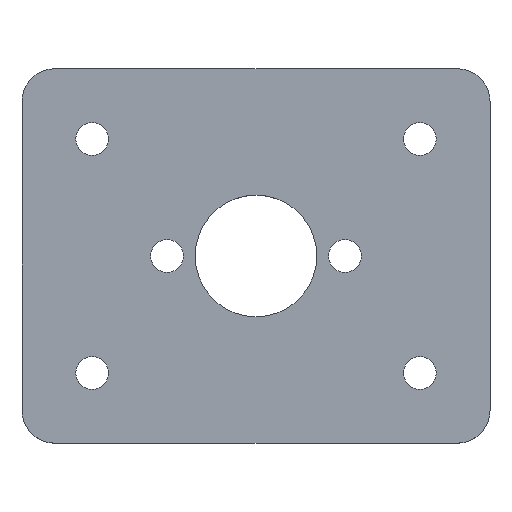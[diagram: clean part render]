
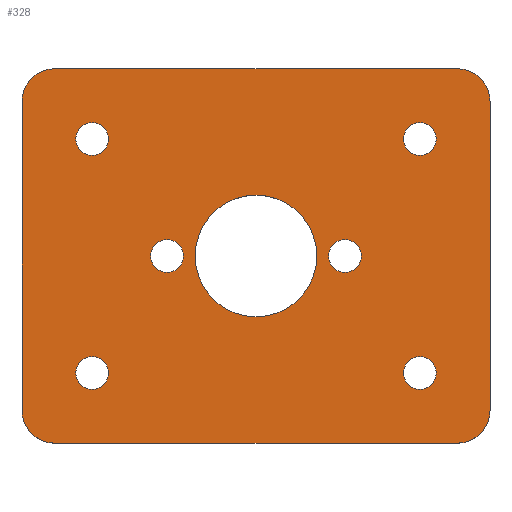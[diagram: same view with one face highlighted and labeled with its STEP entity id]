
A CAD part, top view. The second image highlights one B-rep face of the part: STEP entity #328.
In plain terms, the highlighted planar face has unit normal (0, 0, 1).
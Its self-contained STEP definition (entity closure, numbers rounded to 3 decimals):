
#15=FACE_BOUND('',#54,.T.);
#16=FACE_BOUND('',#55,.T.);
#17=FACE_BOUND('',#56,.T.);
#18=FACE_BOUND('',#57,.T.);
#19=FACE_BOUND('',#58,.T.);
#20=FACE_BOUND('',#59,.T.);
#21=FACE_BOUND('',#60,.T.);
#29=PLANE('',#361);
#36=FACE_OUTER_BOUND('',#53,.T.);
#53=EDGE_LOOP('',(#230,#231,#232,#233,#234,#235,#236,#237));
#54=EDGE_LOOP('',(#238));
#55=EDGE_LOOP('',(#239));
#56=EDGE_LOOP('',(#240));
#57=EDGE_LOOP('',(#241));
#58=EDGE_LOOP('',(#242));
#59=EDGE_LOOP('',(#243));
#60=EDGE_LOOP('',(#244));
#85=LINE('',#512,#108);
#86=LINE('',#516,#109);
#87=LINE('',#520,#110);
#88=LINE('',#523,#111);
#108=VECTOR('',#409,10.);
#109=VECTOR('',#412,10.);
#110=VECTOR('',#415,10.);
#111=VECTOR('',#418,10.);
#129=CIRCLE('',#359,3.5);
#131=CIRCLE('',#362,3.5);
#132=CIRCLE('',#363,3.5);
#133=CIRCLE('',#364,3.5);
#134=CIRCLE('',#365,1.75);
#135=CIRCLE('',#366,1.75);
#136=CIRCLE('',#367,6.5);
#137=CIRCLE('',#368,1.75);
#138=CIRCLE('',#369,1.75);
#139=CIRCLE('',#370,1.75);
#140=CIRCLE('',#371,1.75);
#151=VERTEX_POINT('',#502);
#152=VERTEX_POINT('',#503);
#155=VERTEX_POINT('',#511);
#156=VERTEX_POINT('',#513);
#157=VERTEX_POINT('',#515);
#158=VERTEX_POINT('',#517);
#159=VERTEX_POINT('',#519);
#160=VERTEX_POINT('',#521);
#161=VERTEX_POINT('',#524);
#162=VERTEX_POINT('',#526);
#163=VERTEX_POINT('',#528);
#164=VERTEX_POINT('',#530);
#165=VERTEX_POINT('',#532);
#166=VERTEX_POINT('',#534);
#167=VERTEX_POINT('',#536);
#181=EDGE_CURVE('',#151,#152,#129,.T.);
#185=EDGE_CURVE('',#151,#155,#85,.T.);
#186=EDGE_CURVE('',#156,#155,#131,.T.);
#187=EDGE_CURVE('',#156,#157,#86,.T.);
#188=EDGE_CURVE('',#158,#157,#132,.T.);
#189=EDGE_CURVE('',#158,#159,#87,.T.);
#190=EDGE_CURVE('',#160,#159,#133,.T.);
#191=EDGE_CURVE('',#160,#152,#88,.T.);
#192=EDGE_CURVE('',#161,#161,#134,.T.);
#193=EDGE_CURVE('',#162,#162,#135,.T.);
#194=EDGE_CURVE('',#163,#163,#136,.T.);
#195=EDGE_CURVE('',#164,#164,#137,.T.);
#196=EDGE_CURVE('',#165,#165,#138,.T.);
#197=EDGE_CURVE('',#166,#166,#139,.T.);
#198=EDGE_CURVE('',#167,#167,#140,.T.);
#230=ORIENTED_EDGE('',*,*,#181,.F.);
#231=ORIENTED_EDGE('',*,*,#185,.T.);
#232=ORIENTED_EDGE('',*,*,#186,.F.);
#233=ORIENTED_EDGE('',*,*,#187,.T.);
#234=ORIENTED_EDGE('',*,*,#188,.F.);
#235=ORIENTED_EDGE('',*,*,#189,.T.);
#236=ORIENTED_EDGE('',*,*,#190,.F.);
#237=ORIENTED_EDGE('',*,*,#191,.T.);
#238=ORIENTED_EDGE('',*,*,#192,.T.);
#239=ORIENTED_EDGE('',*,*,#193,.T.);
#240=ORIENTED_EDGE('',*,*,#194,.T.);
#241=ORIENTED_EDGE('',*,*,#195,.T.);
#242=ORIENTED_EDGE('',*,*,#196,.T.);
#243=ORIENTED_EDGE('',*,*,#197,.T.);
#244=ORIENTED_EDGE('',*,*,#198,.T.);
#328=ADVANCED_FACE('',(#36,#15,#16,#17,#18,#19,#20,#21),#29,.T.);
#359=AXIS2_PLACEMENT_3D('',#504,#401,#402);
#361=AXIS2_PLACEMENT_3D('',#510,#407,#408);
#362=AXIS2_PLACEMENT_3D('',#514,#410,#411);
#363=AXIS2_PLACEMENT_3D('',#518,#413,#414);
#364=AXIS2_PLACEMENT_3D('',#522,#416,#417);
#365=AXIS2_PLACEMENT_3D('',#525,#419,#420);
#366=AXIS2_PLACEMENT_3D('',#527,#421,#422);
#367=AXIS2_PLACEMENT_3D('',#529,#423,#424);
#368=AXIS2_PLACEMENT_3D('',#531,#425,#426);
#369=AXIS2_PLACEMENT_3D('',#533,#427,#428);
#370=AXIS2_PLACEMENT_3D('',#535,#429,#430);
#371=AXIS2_PLACEMENT_3D('',#537,#431,#432);
#401=DIRECTION('center_axis',(0.,0.,-1.));
#402=DIRECTION('ref_axis',(0.707,0.707,0.));
#407=DIRECTION('center_axis',(0.,0.,1.));
#408=DIRECTION('ref_axis',(1.,0.,0.));
#409=DIRECTION('',(-1.,0.,0.));
#410=DIRECTION('center_axis',(0.,0.,-1.));
#411=DIRECTION('ref_axis',(-0.707,0.707,0.));
#412=DIRECTION('',(0.,-1.,0.));
#413=DIRECTION('center_axis',(0.,0.,-1.));
#414=DIRECTION('ref_axis',(-0.707,-0.707,0.));
#415=DIRECTION('',(1.,0.,0.));
#416=DIRECTION('center_axis',(0.,0.,-1.));
#417=DIRECTION('ref_axis',(0.707,-0.707,0.));
#418=DIRECTION('',(0.,1.,0.));
#419=DIRECTION('center_axis',(0.,0.,-1.));
#420=DIRECTION('ref_axis',(1.,0.,0.));
#421=DIRECTION('center_axis',(0.,0.,-1.));
#422=DIRECTION('ref_axis',(1.,0.,0.));
#423=DIRECTION('center_axis',(0.,0.,-1.));
#424=DIRECTION('ref_axis',(1.,0.,0.));
#425=DIRECTION('center_axis',(0.,0.,-1.));
#426=DIRECTION('ref_axis',(1.,0.,0.));
#427=DIRECTION('center_axis',(0.,0.,-1.));
#428=DIRECTION('ref_axis',(1.,0.,0.));
#429=DIRECTION('center_axis',(0.,0.,-1.));
#430=DIRECTION('ref_axis',(1.,0.,0.));
#431=DIRECTION('center_axis',(0.,0.,-1.));
#432=DIRECTION('ref_axis',(1.,0.,0.));
#502=CARTESIAN_POINT('',(64.,62.5,3.));
#503=CARTESIAN_POINT('',(67.5,59.,3.));
#504=CARTESIAN_POINT('Origin',(64.,59.,3.));
#510=CARTESIAN_POINT('Origin',(42.5,42.5,3.));
#511=CARTESIAN_POINT('',(21.,62.5,3.));
#512=CARTESIAN_POINT('',(17.5,62.5,3.));
#513=CARTESIAN_POINT('',(17.5,59.,3.));
#514=CARTESIAN_POINT('Origin',(21.,59.,3.));
#515=CARTESIAN_POINT('',(17.5,26.,3.));
#516=CARTESIAN_POINT('',(17.5,22.5,3.));
#517=CARTESIAN_POINT('',(21.,22.5,3.));
#518=CARTESIAN_POINT('Origin',(21.,26.,3.));
#519=CARTESIAN_POINT('',(64.,22.5,3.));
#520=CARTESIAN_POINT('',(67.5,22.5,3.));
#521=CARTESIAN_POINT('',(67.5,26.,3.));
#522=CARTESIAN_POINT('Origin',(64.,26.,3.));
#523=CARTESIAN_POINT('',(67.5,62.5,3.));
#524=CARTESIAN_POINT('',(50.25,42.5,3.));
#525=CARTESIAN_POINT('Origin',(52.,42.5,3.));
#526=CARTESIAN_POINT('',(31.25,42.5,3.));
#527=CARTESIAN_POINT('Origin',(33.,42.5,3.));
#528=CARTESIAN_POINT('',(36.,42.5,3.));
#529=CARTESIAN_POINT('Origin',(42.5,42.5,3.));
#530=CARTESIAN_POINT('',(23.25,55.,3.));
#531=CARTESIAN_POINT('Origin',(25.,55.,3.));
#532=CARTESIAN_POINT('',(58.25,55.,3.));
#533=CARTESIAN_POINT('Origin',(60.,55.,3.));
#534=CARTESIAN_POINT('',(58.25,30.,3.));
#535=CARTESIAN_POINT('Origin',(60.,30.,3.));
#536=CARTESIAN_POINT('',(23.25,30.,3.));
#537=CARTESIAN_POINT('Origin',(25.,30.,3.));
